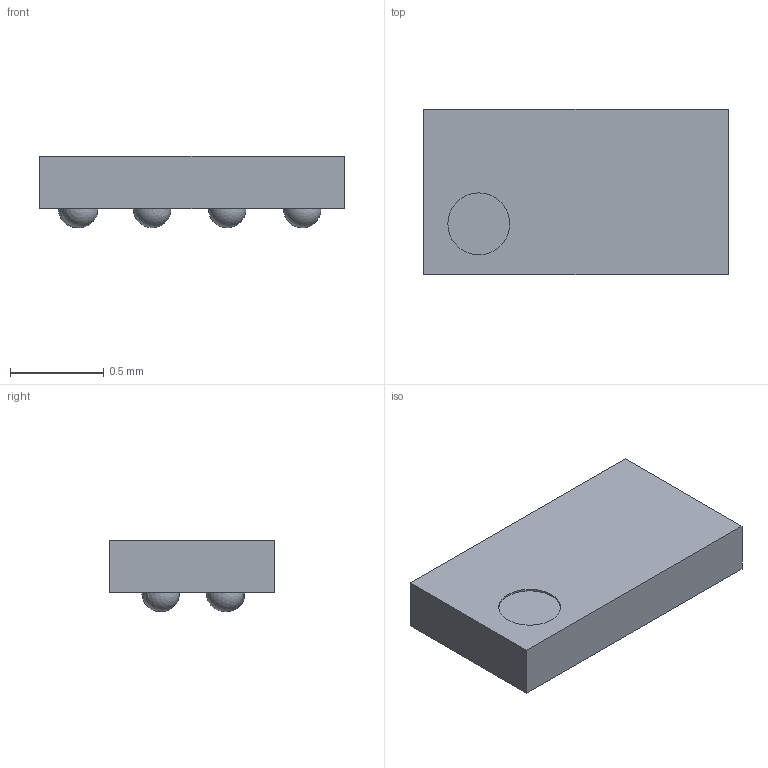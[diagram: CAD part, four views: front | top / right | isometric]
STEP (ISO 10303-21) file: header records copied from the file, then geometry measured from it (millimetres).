
FILE_DESCRIPTION(/* description */ ('STEP AP242','CAx-IF Rec.Pracs.---Representation and Presentation of Product Manufacturing Information (PMI)---4.0---2014-10-13','CAx-IF Rec.Pracs.---3D Tessellated Geometry---0.4---2014-09-14','2;1'),/* implementation_level */ '2;1');
FILE_NAME(/* name */ '67ef76906ef0ce6ed4dadc6c',/* time_stamp */ '2025-04-04T06:05:04Z',/* author */ (''),/* organization */ (''),/* preprocessor_version */ 'ST-DEVELOPER v20',/* originating_system */ 'ONSHAPE BY PTC INC, 1.195',/* authorisation */ ' ');
FILE_SCHEMA (('AP242_MANAGED_MODEL_BASED_3D_ENGINEERING_MIM_LF { 1 0 10303 442 1 1 4 }'));
Length unit declared in the file: metre
Products named in the file (9): Part 9; Part 8; Part 1; Part 5; Part 4; Part 7; Part 6; Part 3; Part 2
Bounding box: 1.62 x 0.88 x 0.38 mm (x, y, z)
Volume: 0.4 mm3; surface area: 5.3 mm2
Topology: 9 solids, 9 shells, 16 faces, 39 edges, 26 vertices
Faces by surface type: sphere 8, plane 7, cylinder 1
Full cylindrical faces by diameter (mm): 0.33 x1
Entity records: 553 total; most frequent: DIRECTION 66, CARTESIAN_POINT 57, ORIENTED_EDGE 28, AXIS2_PLACEMENT_3D 27, VERTEX_POINT 18, FACE_BOUND 18, ADVANCED_FACE 16, EDGE_CURVE 14
